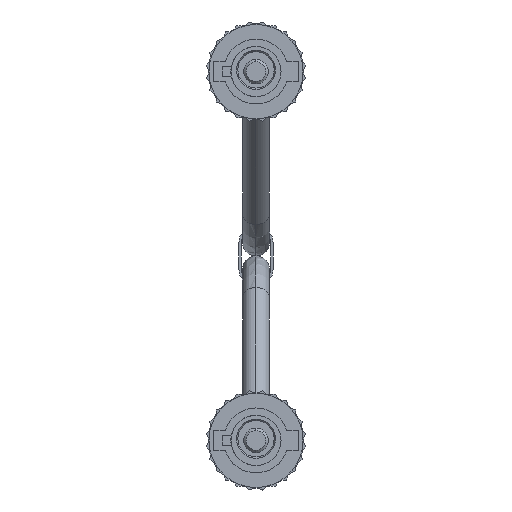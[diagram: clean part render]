
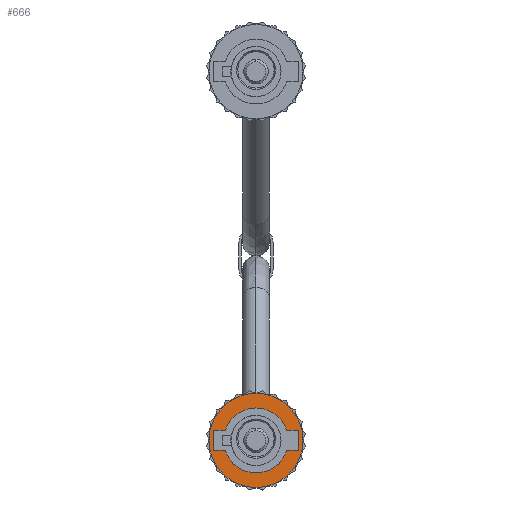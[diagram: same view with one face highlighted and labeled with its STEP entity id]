
A CAD part, front view. The second image highlights one B-rep face of the part: STEP entity #666.
In plain terms, the highlighted face is planar.
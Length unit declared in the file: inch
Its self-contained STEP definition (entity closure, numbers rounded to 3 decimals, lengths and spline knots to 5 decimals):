
#16 = EDGE_CURVE ( 'NONE', #347, #446, #2940, .T. ) ;
#180 = ORIENTED_EDGE ( 'NONE', *, *, #181, .F. ) ;
#181 = EDGE_CURVE ( 'NONE', #230, #229, #3253, .T. ) ;
#211 = VERTEX_POINT ( 'NONE', #3213 ) ;
#227 = EDGE_CURVE ( 'NONE', #211, #347, #3289, .T. ) ;
#228 = EDGE_CURVE ( 'NONE', #229, #211, #3176, .T. ) ;
#229 = VERTEX_POINT ( 'NONE', #3236 ) ;
#230 = VERTEX_POINT ( 'NONE', #3235 ) ;
#231 = ORIENTED_EDGE ( 'NONE', *, *, #228, .F. ) ;
#299 = ORIENTED_EDGE ( 'NONE', *, *, #227, .F. ) ;
#318 = ORIENTED_EDGE ( 'NONE', *, *, #16, .F. ) ;
#347 = VERTEX_POINT ( 'NONE', #3296 ) ;
#446 = VERTEX_POINT ( 'NONE', #3533 ) ;
#447 = VERTEX_POINT ( 'NONE', #3532 ) ;
#461 = VERTEX_POINT ( 'NONE', #3687 ) ;
#485 = EDGE_CURVE ( 'NONE', #461, #447, #3681, .T. ) ;
#513 = EDGE_LOOP ( 'NONE', ( #557, #558 ) ) ;
#537 = VERTEX_POINT ( 'NONE', #3779 ) ;
#557 = ORIENTED_EDGE ( 'NONE', *, *, #663, .T. ) ;
#558 = ORIENTED_EDGE ( 'NONE', *, *, #485, .T. ) ;
#565 = ORIENTED_EDGE ( 'NONE', *, *, #589, .F. ) ;
#589 = EDGE_CURVE ( 'NONE', #615, #656, #3860, .T. ) ;
#606 = EDGE_CURVE ( 'NONE', #656, #537, #3850, .T. ) ;
#607 = ORIENTED_EDGE ( 'NONE', *, *, #655, .F. ) ;
#612 = ORIENTED_EDGE ( 'NONE', *, *, #613, .F. ) ;
#613 = EDGE_CURVE ( 'NONE', #614, #615, #3841, .T. ) ;
#614 = VERTEX_POINT ( 'NONE', #3837 ) ;
#615 = VERTEX_POINT ( 'NONE', #3848 ) ;
#616 = ORIENTED_EDGE ( 'NONE', *, *, #617, .F. ) ;
#617 = EDGE_CURVE ( 'NONE', #446, #614, #3847, .T. ) ;
#655 = EDGE_CURVE ( 'NONE', #537, #230, #3981, .T. ) ;
#656 = VERTEX_POINT ( 'NONE', #3982 ) ;
#663 = EDGE_CURVE ( 'NONE', #447, #461, #4067, .T. ) ;
#666 = ADVANCED_FACE ( 'NONE', ( #4068, #4038 ), #4016, .T. ) ;
#667 = EDGE_LOOP ( 'NONE', ( #612, #616, #318, #299, #231, #180, #607, #668, #565 ) ) ;
#668 = ORIENTED_EDGE ( 'NONE', *, *, #606, .F. ) ;
#2933 = DIRECTION ( 'NONE',  ( 0., 0., 1. ) ) ;
#2940 = CIRCLE ( 'NONE', #2951, 0.1325 ) ;
#2949 = DIRECTION ( 'NONE',  ( 0., 1., 0. ) ) ;
#2950 = CARTESIAN_POINT ( 'NONE',  ( 0., 0.45, 0. ) ) ;
#2951 = AXIS2_PLACEMENT_3D ( 'NONE', #2950, #2949, #2933 ) ;
#3173 = DIRECTION ( 'NONE',  ( 1., 0., 0. ) ) ;
#3174 = VECTOR ( 'NONE', #3173, 39.37008 ) ;
#3175 = CARTESIAN_POINT ( 'NONE',  ( -0.126, 0.45, 0.041 ) ) ;
#3176 = LINE ( 'NONE', #3175, #3174 ) ;
#3177 = DIRECTION ( 'NONE',  ( 0., 0., 1. ) ) ;
#3178 = DIRECTION ( 'NONE',  ( 0., 1., 0. ) ) ;
#3179 = CARTESIAN_POINT ( 'NONE',  ( 0., 0.45, 0. ) ) ;
#3180 = AXIS2_PLACEMENT_3D ( 'NONE', #3179, #3178, #3177 ) ;
#3213 = CARTESIAN_POINT ( 'NONE',  ( -0.126, 0.45, 0.041 ) ) ;
#3235 = CARTESIAN_POINT ( 'NONE',  ( -0.1725, 0.45, -0.041 ) ) ;
#3236 = CARTESIAN_POINT ( 'NONE',  ( -0.1725, 0.45, 0.041 ) ) ;
#3252 = CARTESIAN_POINT ( 'NONE',  ( -0.1725, 0.45, -0.041 ) ) ;
#3253 = LINE ( 'NONE', #3252, #3279 ) ;
#3278 = DIRECTION ( 'NONE',  ( 0., 0., 1. ) ) ;
#3279 = VECTOR ( 'NONE', #3278, 39.37008 ) ;
#3289 = CIRCLE ( 'NONE', #3180, 0.1325 ) ;
#3296 = CARTESIAN_POINT ( 'NONE',  ( 0., 0.45, 0.1325 ) ) ;
#3532 = CARTESIAN_POINT ( 'NONE',  ( 0., 0.45, -0.1925 ) ) ;
#3533 = CARTESIAN_POINT ( 'NONE',  ( 0.126, 0.45, 0.041 ) ) ;
#3681 = CIRCLE ( 'NONE', #3691, 0.1925 ) ;
#3687 = CARTESIAN_POINT ( 'NONE',  ( 0., 0.45, 0.1925 ) ) ;
#3688 = DIRECTION ( 'NONE',  ( 0., 0., 1. ) ) ;
#3689 = DIRECTION ( 'NONE',  ( 0., 1., 0. ) ) ;
#3690 = CARTESIAN_POINT ( 'NONE',  ( 0., 0.45, 0. ) ) ;
#3691 = AXIS2_PLACEMENT_3D ( 'NONE', #3690, #3689, #3688 ) ;
#3779 = CARTESIAN_POINT ( 'NONE',  ( -0.126, 0.45, -0.041 ) ) ;
#3837 = CARTESIAN_POINT ( 'NONE',  ( 0.1725, 0.45, 0.041 ) ) ;
#3838 = DIRECTION ( 'NONE',  ( 0., 0., -1. ) ) ;
#3839 = VECTOR ( 'NONE', #3838, 39.37008 ) ;
#3840 = CARTESIAN_POINT ( 'NONE',  ( 0.1725, 0.45, -0.041 ) ) ;
#3841 = LINE ( 'NONE', #3840, #3839 ) ;
#3844 = DIRECTION ( 'NONE',  ( 1., 0., 0. ) ) ;
#3845 = VECTOR ( 'NONE', #3844, 39.37008 ) ;
#3846 = CARTESIAN_POINT ( 'NONE',  ( 0.1725, 0.45, 0.041 ) ) ;
#3847 = LINE ( 'NONE', #3846, #3845 ) ;
#3848 = CARTESIAN_POINT ( 'NONE',  ( 0.1725, 0.45, -0.041 ) ) ;
#3849 = AXIS2_PLACEMENT_3D ( 'NONE', #3893, #3892, #3891 ) ;
#3850 = CIRCLE ( 'NONE', #3849, 0.1325 ) ;
#3857 = DIRECTION ( 'NONE',  ( -1., 0., 0. ) ) ;
#3858 = VECTOR ( 'NONE', #3857, 39.37008 ) ;
#3859 = CARTESIAN_POINT ( 'NONE',  ( 0.1725, 0.45, -0.041 ) ) ;
#3860 = LINE ( 'NONE', #3859, #3858 ) ;
#3891 = DIRECTION ( 'NONE',  ( 0., 0., 1. ) ) ;
#3892 = DIRECTION ( 'NONE',  ( 0., 1., 0. ) ) ;
#3893 = CARTESIAN_POINT ( 'NONE',  ( 0., 0.45, 0. ) ) ;
#3945 = CARTESIAN_POINT ( 'NONE',  ( -0.126, 0.45, -0.041 ) ) ;
#3948 = DIRECTION ( 'NONE',  ( 0., 0., 1. ) ) ;
#3949 = DIRECTION ( 'NONE',  ( 0., 1., 0. ) ) ;
#3981 = LINE ( 'NONE', #3945, #4005 ) ;
#3982 = CARTESIAN_POINT ( 'NONE',  ( 0.126, 0.45, -0.041 ) ) ;
#3987 = DIRECTION ( 'NONE',  ( 0., 0., 1. ) ) ;
#3988 = DIRECTION ( 'NONE',  ( 0., 1., 0. ) ) ;
#4004 = DIRECTION ( 'NONE',  ( -1., 0., 0. ) ) ;
#4005 = VECTOR ( 'NONE', #4004, 39.37008 ) ;
#4014 = CARTESIAN_POINT ( 'NONE',  ( 0., 0.45, 0. ) ) ;
#4015 = AXIS2_PLACEMENT_3D ( 'NONE', #4014, #3949, #3948 ) ;
#4016 = PLANE ( 'NONE',  #4015 ) ;
#4038 = FACE_OUTER_BOUND ( 'NONE', #513, .T. ) ;
#4066 = AXIS2_PLACEMENT_3D ( 'NONE', #4072, #3988, #3987 ) ;
#4067 = CIRCLE ( 'NONE', #4066, 0.1925 ) ;
#4068 = FACE_BOUND ( 'NONE', #667, .T. ) ;
#4072 = CARTESIAN_POINT ( 'NONE',  ( 0., 0.45, 0. ) ) ;
